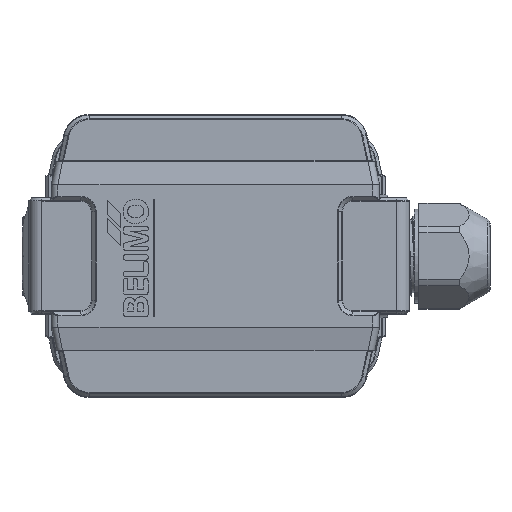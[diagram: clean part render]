
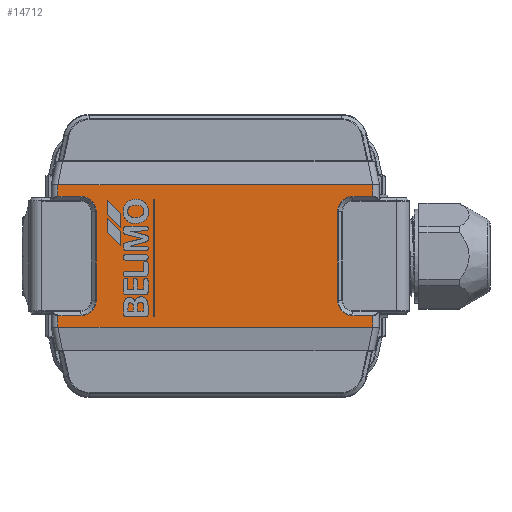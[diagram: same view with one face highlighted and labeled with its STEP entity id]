
A CAD part, top view. The second image highlights one B-rep face of the part: STEP entity #14712.
In plain terms, the highlighted planar face has unit normal (0, 0, 1).
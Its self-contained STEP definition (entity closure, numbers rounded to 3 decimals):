
#2747=PLANE('',#51188);
#4405=FACE_OUTER_BOUND('',#18346,.T.);
#8299=LINE('',#98468,#10319);
#8300=LINE('',#98470,#10320);
#8301=LINE('',#98472,#10321);
#8302=LINE('',#98474,#10322);
#8303=LINE('',#98476,#10323);
#8304=LINE('',#98480,#10324);
#8305=LINE('',#98484,#10325);
#8306=LINE('',#98486,#10326);
#8307=LINE('',#98488,#10327);
#8308=LINE('',#98490,#10328);
#8309=LINE('',#98492,#10329);
#8310=LINE('',#98496,#10330);
#10319=VECTOR('',#60010,1.);
#10320=VECTOR('',#60011,1.);
#10321=VECTOR('',#60012,1.);
#10322=VECTOR('',#60013,1.);
#10323=VECTOR('',#60014,1.);
#10324=VECTOR('',#60017,1.);
#10325=VECTOR('',#60020,1.);
#10326=VECTOR('',#60021,1.);
#10327=VECTOR('',#60022,1.);
#10328=VECTOR('',#60023,1.);
#10329=VECTOR('',#60024,1.);
#10330=VECTOR('',#60027,1.);
#14712=ADVANCED_FACE('',(#4405),#2747,.T.);
#18346=EDGE_LOOP('',(#26963,#26964,#26965,#26966,#26967,#26968,#26969,#26970,
#26971,#26972,#26973,#26974,#26975,#26976,#26977,#26978));
#26963=ORIENTED_EDGE('',*,*,#42018,.T.);
#26964=ORIENTED_EDGE('',*,*,#42019,.T.);
#26965=ORIENTED_EDGE('',*,*,#42020,.T.);
#26966=ORIENTED_EDGE('',*,*,#42021,.F.);
#26967=ORIENTED_EDGE('',*,*,#42022,.T.);
#26968=ORIENTED_EDGE('',*,*,#42023,.T.);
#26969=ORIENTED_EDGE('',*,*,#42024,.T.);
#26970=ORIENTED_EDGE('',*,*,#42025,.T.);
#26971=ORIENTED_EDGE('',*,*,#42026,.T.);
#26972=ORIENTED_EDGE('',*,*,#42027,.T.);
#26973=ORIENTED_EDGE('',*,*,#42028,.F.);
#26974=ORIENTED_EDGE('',*,*,#42029,.T.);
#26975=ORIENTED_EDGE('',*,*,#42030,.F.);
#26976=ORIENTED_EDGE('',*,*,#42031,.T.);
#26977=ORIENTED_EDGE('',*,*,#42032,.T.);
#26978=ORIENTED_EDGE('',*,*,#42033,.T.);
#36452=VERTEX_POINT('',#98466);
#36453=VERTEX_POINT('',#98467);
#36454=VERTEX_POINT('',#98469);
#36455=VERTEX_POINT('',#98471);
#36456=VERTEX_POINT('',#98473);
#36457=VERTEX_POINT('',#98475);
#36458=VERTEX_POINT('',#98477);
#36459=VERTEX_POINT('',#98479);
#36460=VERTEX_POINT('',#98481);
#36461=VERTEX_POINT('',#98483);
#36462=VERTEX_POINT('',#98485);
#36463=VERTEX_POINT('',#98487);
#36464=VERTEX_POINT('',#98489);
#36465=VERTEX_POINT('',#98491);
#36466=VERTEX_POINT('',#98493);
#36467=VERTEX_POINT('',#98495);
#42018=EDGE_CURVE('',#36452,#36453,#47023,.T.);
#42019=EDGE_CURVE('',#36453,#36454,#8299,.T.);
#42020=EDGE_CURVE('',#36454,#36455,#8300,.T.);
#42021=EDGE_CURVE('',#36456,#36455,#8301,.T.);
#42022=EDGE_CURVE('',#36456,#36457,#8302,.T.);
#42023=EDGE_CURVE('',#36457,#36458,#8303,.T.);
#42024=EDGE_CURVE('',#36458,#36459,#47024,.T.);
#42025=EDGE_CURVE('',#36459,#36460,#8304,.T.);
#42026=EDGE_CURVE('',#36460,#36461,#47025,.T.);
#42027=EDGE_CURVE('',#36461,#36462,#8305,.T.);
#42028=EDGE_CURVE('',#36463,#36462,#8306,.T.);
#42029=EDGE_CURVE('',#36463,#36464,#8307,.T.);
#42030=EDGE_CURVE('',#36465,#36464,#8308,.T.);
#42031=EDGE_CURVE('',#36465,#36466,#8309,.T.);
#42032=EDGE_CURVE('',#36466,#36467,#47026,.T.);
#42033=EDGE_CURVE('',#36467,#36452,#8310,.T.);
#47023=CIRCLE('',#51184,3.583);
#47024=CIRCLE('',#51185,3.583);
#47025=CIRCLE('',#51186,3.583);
#47026=CIRCLE('',#51187,3.583);
#51184=AXIS2_PLACEMENT_3D('',#98465,#60008,#60009);
#51185=AXIS2_PLACEMENT_3D('',#98478,#60015,#60016);
#51186=AXIS2_PLACEMENT_3D('',#98482,#60018,#60019);
#51187=AXIS2_PLACEMENT_3D('',#98494,#60025,#60026);
#51188=AXIS2_PLACEMENT_3D('',#98497,#60028,#60029);
#60008=DIRECTION('',(0.,0.,-1.));
#60009=DIRECTION('',(1.,0.,0.));
#60010=DIRECTION('',(-1.,0.,0.));
#60011=DIRECTION('',(0.,-1.,0.));
#60012=DIRECTION('',(-1.,0.,0.));
#60013=DIRECTION('',(0.,1.,0.));
#60014=DIRECTION('',(-1.,0.,0.));
#60015=DIRECTION('',(0.,0.,-1.));
#60016=DIRECTION('',(1.,0.,0.));
#60017=DIRECTION('',(0.,1.,0.));
#60018=DIRECTION('',(0.,0.,-1.));
#60019=DIRECTION('',(1.,0.,0.));
#60020=DIRECTION('',(1.,0.,0.));
#60021=DIRECTION('',(0.,-1.,0.));
#60022=DIRECTION('',(-1.,0.,0.));
#60023=DIRECTION('',(0.,1.,0.));
#60024=DIRECTION('',(1.,0.,0.));
#60025=DIRECTION('',(0.,0.,-1.));
#60026=DIRECTION('',(1.,0.,0.));
#60027=DIRECTION('',(0.,-1.,0.));
#60028=DIRECTION('',(0.,0.,1.));
#60029=DIRECTION('',(-1.,0.,0.));
#98465=CARTESIAN_POINT('',(-46.609,-17.949,22.52));
#98466=CARTESIAN_POINT('',(-43.026,-17.949,22.52));
#98467=CARTESIAN_POINT('',(-46.609,-21.532,22.52));
#98468=CARTESIAN_POINT('',(-46.609,-21.532,22.52));
#98469=CARTESIAN_POINT('',(-51.893,-21.532,22.52));
#98470=CARTESIAN_POINT('',(-51.893,-21.532,22.52));
#98471=CARTESIAN_POINT('',(-51.893,-24.199,22.52));
#98472=CARTESIAN_POINT('',(21.075,-24.199,22.52));
#98473=CARTESIAN_POINT('',(21.075,-24.199,22.52));
#98474=CARTESIAN_POINT('',(21.075,-24.199,22.52));
#98475=CARTESIAN_POINT('',(21.075,-21.532,22.52));
#98476=CARTESIAN_POINT('',(21.075,-21.532,22.52));
#98477=CARTESIAN_POINT('',(16.491,-21.532,22.52));
#98478=CARTESIAN_POINT('',(16.491,-17.949,22.52));
#98479=CARTESIAN_POINT('',(12.909,-17.949,22.52));
#98480=CARTESIAN_POINT('',(12.909,-17.949,22.52));
#98481=CARTESIAN_POINT('',(12.909,2.551,22.52));
#98482=CARTESIAN_POINT('',(16.491,2.551,22.52));
#98483=CARTESIAN_POINT('',(16.491,6.134,22.52));
#98484=CARTESIAN_POINT('',(16.491,6.134,22.52));
#98485=CARTESIAN_POINT('',(21.075,6.134,22.52));
#98486=CARTESIAN_POINT('',(21.075,8.801,22.52));
#98487=CARTESIAN_POINT('',(21.075,8.801,22.52));
#98488=CARTESIAN_POINT('',(21.075,8.801,22.52));
#98489=CARTESIAN_POINT('',(-51.893,8.801,22.52));
#98490=CARTESIAN_POINT('',(-51.893,6.134,22.52));
#98491=CARTESIAN_POINT('',(-51.893,6.134,22.52));
#98492=CARTESIAN_POINT('',(-51.893,6.134,22.52));
#98493=CARTESIAN_POINT('',(-46.609,6.134,22.52));
#98494=CARTESIAN_POINT('',(-46.609,2.551,22.52));
#98495=CARTESIAN_POINT('',(-43.026,2.551,22.52));
#98496=CARTESIAN_POINT('',(-43.026,2.551,22.52));
#98497=CARTESIAN_POINT('',(16.491,-17.949,22.52));
